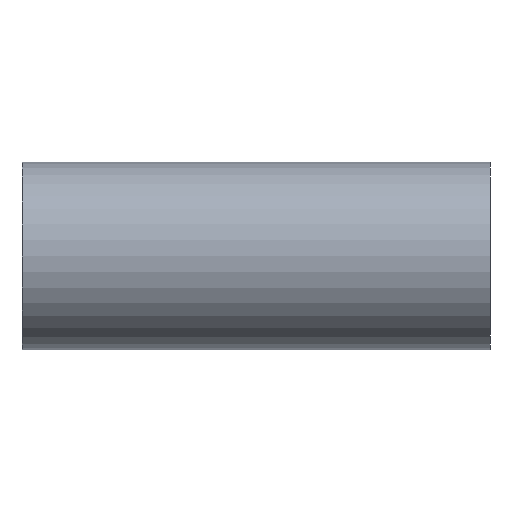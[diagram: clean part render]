
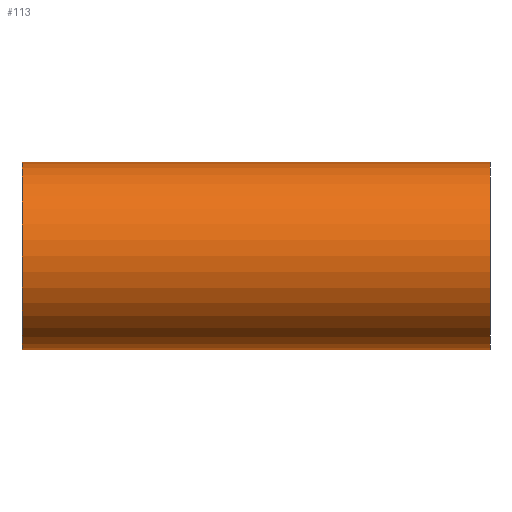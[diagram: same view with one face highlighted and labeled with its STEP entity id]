
A CAD part, front view. The second image highlights one B-rep face of the part: STEP entity #113.
In plain terms, the highlighted cylindrical face has radius 2.5 mm (diameter 5 mm), a partial arc.
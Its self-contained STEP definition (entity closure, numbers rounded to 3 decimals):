
#1 = VECTOR ( 'NONE', #41, 1000. ) ;
#2 = EDGE_CURVE ( 'NONE', #198, #169, #158, .T. ) ;
#10 = AXIS2_PLACEMENT_3D ( 'NONE', #70, #141, #205 ) ;
#19 = DIRECTION ( 'NONE',  ( 1., 0., 0. ) ) ;
#24 = AXIS2_PLACEMENT_3D ( 'NONE', #174, #206, #90 ) ;
#25 = FACE_OUTER_BOUND ( 'NONE', #155, .T. ) ;
#41 = DIRECTION ( 'NONE',  ( -1., 0., 0. ) ) ;
#56 = CARTESIAN_POINT ( 'NONE',  ( 6.25, 0., 2.5 ) ) ;
#67 = VERTEX_POINT ( 'NONE', #210 ) ;
#69 = ORIENTED_EDGE ( 'NONE', *, *, #2, .F. ) ;
#70 = CARTESIAN_POINT ( 'NONE',  ( 6.25, 0., 0. ) ) ;
#76 = CARTESIAN_POINT ( 'NONE',  ( 6.25, 0., 0. ) ) ;
#81 = EDGE_CURVE ( 'NONE', #67, #203, #142, .T. ) ;
#90 = DIRECTION ( 'NONE',  ( 0., 0., -1. ) ) ;
#99 = CIRCLE ( 'NONE', #135, 2.5 ) ;
#113 = ADVANCED_FACE ( 'NONE', ( #25 ), #157, .T. ) ;
#118 = CIRCLE ( 'NONE', #24, 2.5 ) ;
#133 = EDGE_CURVE ( 'NONE', #203, #169, #118, .T. ) ;
#135 = AXIS2_PLACEMENT_3D ( 'NONE', #76, #19, #164 ) ;
#141 = DIRECTION ( 'NONE',  ( -1., 0., 0. ) ) ;
#142 = LINE ( 'NONE', #56, #1 ) ;
#147 = CARTESIAN_POINT ( 'NONE',  ( -6.25, 0., 2.5 ) ) ;
#149 = CARTESIAN_POINT ( 'NONE',  ( -6.25, 0., -2.5 ) ) ;
#153 = ORIENTED_EDGE ( 'NONE', *, *, #133, .T. ) ;
#155 = EDGE_LOOP ( 'NONE', ( #69, #175, #172, #153 ) ) ;
#156 = VECTOR ( 'NONE', #188, 1000. ) ;
#157 = CYLINDRICAL_SURFACE ( 'NONE', #10, 2.5 ) ;
#158 = LINE ( 'NONE', #171, #156 ) ;
#164 = DIRECTION ( 'NONE',  ( 0., 0., -1. ) ) ;
#169 = VERTEX_POINT ( 'NONE', #149 ) ;
#171 = CARTESIAN_POINT ( 'NONE',  ( 6.25, 0., -2.5 ) ) ;
#172 = ORIENTED_EDGE ( 'NONE', *, *, #81, .T. ) ;
#174 = CARTESIAN_POINT ( 'NONE',  ( -6.25, 0., 0. ) ) ;
#175 = ORIENTED_EDGE ( 'NONE', *, *, #193, .F. ) ;
#178 = CARTESIAN_POINT ( 'NONE',  ( 6.25, 0., -2.5 ) ) ;
#188 = DIRECTION ( 'NONE',  ( -1., 0., 0. ) ) ;
#193 = EDGE_CURVE ( 'NONE', #67, #198, #99, .T. ) ;
#198 = VERTEX_POINT ( 'NONE', #178 ) ;
#203 = VERTEX_POINT ( 'NONE', #147 ) ;
#205 = DIRECTION ( 'NONE',  ( 0., 0., 1. ) ) ;
#206 = DIRECTION ( 'NONE',  ( 1., 0., 0. ) ) ;
#210 = CARTESIAN_POINT ( 'NONE',  ( 6.25, 0., 2.5 ) ) ;
